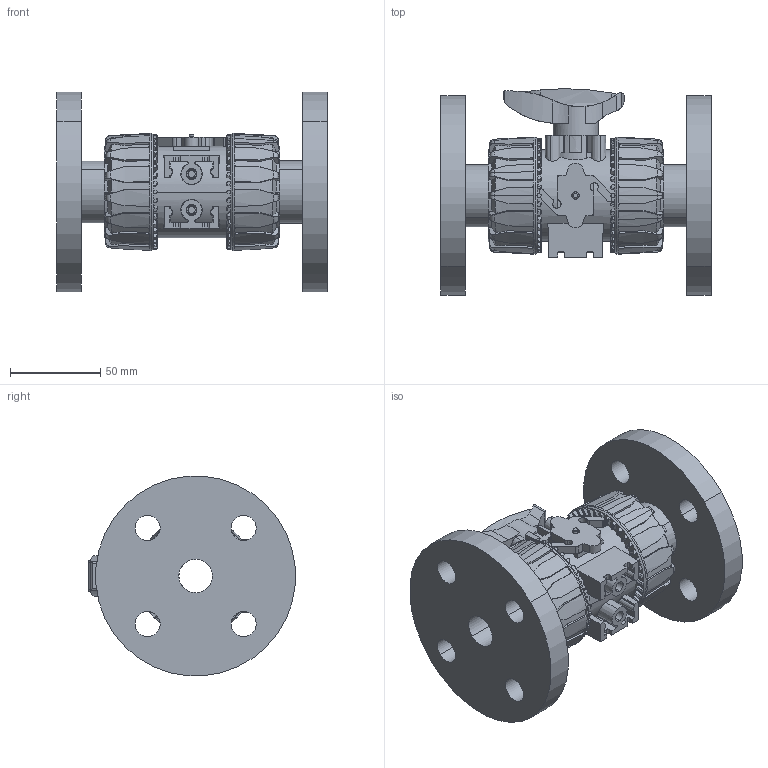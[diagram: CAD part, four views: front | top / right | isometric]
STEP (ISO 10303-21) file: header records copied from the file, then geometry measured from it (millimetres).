
FILE_DESCRIPTION(('STEP AP214'),'1');
FILE_NAME('vkdom025f.stp','2018-03-06T12:15:23',('TraceParts'),('TraceParts S.A.'),'Spatial InterOp 3D',' ',' ');
FILE_SCHEMA(('automotive_design'));
Length unit declared in the file: millimetre
Products named in the file (7): vkdom025f_1; vkdom025f_2; vkdom025f_3; vkdom025f_4; vkdom025f_5; vkdom025f_6; vkdom025f_7
Bounding box: 150 x 114.71 x 110.68 mm (x, y, z)
Volume: 520461.3 mm3; surface area: 125867.6 mm2
Topology: 7 solids, 7 shells, 1462 faces, 4017 edges, 2600 vertices
Faces by surface type: plane 635, cylinder 409, cone 378, torus 34, bspline 6
Entity records: 63138 total; most frequent: CARTESIAN_POINT 14991, ORIENTED_EDGE 8034, DIRECTION 7451, EDGE_CURVE 4017, AXIS2_PLACEMENT_3D 3009, VERTEX_POINT 2600, EDGE_LOOP 1521, STYLED_ITEM 1469
